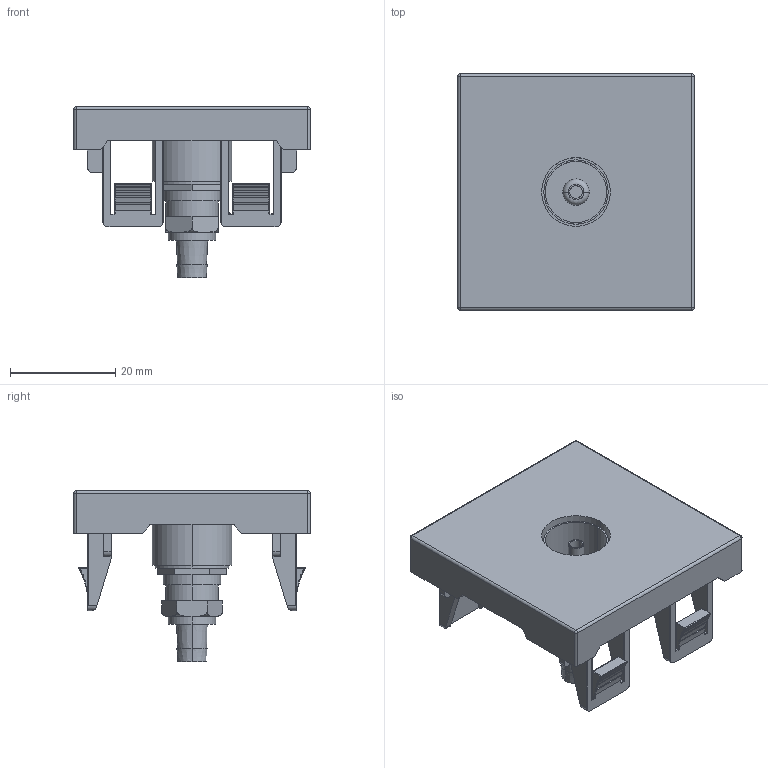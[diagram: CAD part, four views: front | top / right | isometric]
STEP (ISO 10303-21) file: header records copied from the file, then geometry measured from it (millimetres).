
FILE_DESCRIPTION (( 'STEP AP203' ), '1' );
FILE_NAME ('CKK-40D-TV1-K01 ÐÊÒ-20-00-Ï Ðîçåòêà TV îêîíå÷íàÿ (íà 2 ìîäóëÿ) ÏÐÀÉÌÅÐ áåëàÿ IEK.STEP', '2016-07-01T11:13:54', ( '' ), ( '' ), 'SwSTEP 2.0', 'SolidWorks 2014', '' );
FILE_SCHEMA (( 'CONFIG_CONTROL_DESIGN' ));
Length unit declared in the file: millimetre
Products named in the file (1): CKK-40D-TV1-K01 ÐÊÒ-20-00-Ï Ðîçåòêà TV îêîíå÷íàÿ (íà 2 ìîäóëÿ) ÏÐÀÉÌÅÐ áåëàÿ IEK
Bounding box: 45 x 45 x 32.6 mm (x, y, z)
Volume: 7194.1 mm3; surface area: 12278.5 mm2
Topology: 3 solids, 3 shells, 508 faces, 1297 edges, 786 vertices
Faces by surface type: cylinder 190, plane 184, torus 106, sphere 20, cone 4, bspline 4
Entity records: 16654 total; most frequent: CARTESIAN_POINT 4420, DIRECTION 2615, ORIENTED_EDGE 2534, EDGE_CURVE 1267, AXIS2_PLACEMENT_3D 979, VERTEX_POINT 778, LINE 657, VECTOR 657
